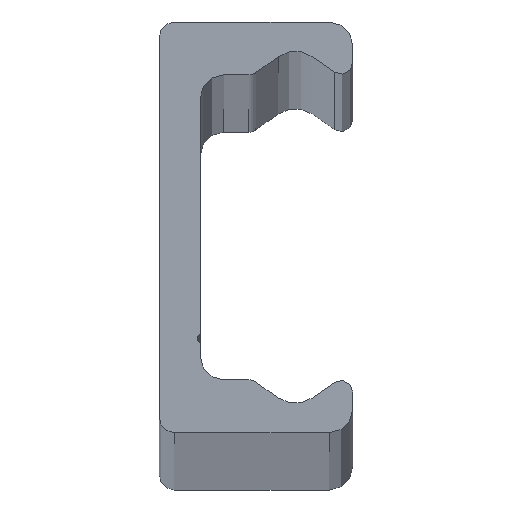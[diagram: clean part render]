
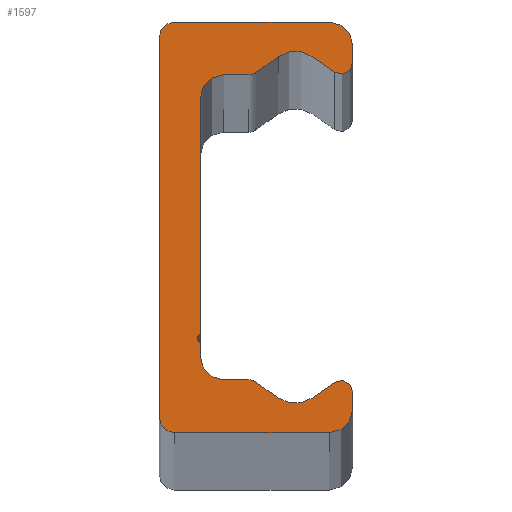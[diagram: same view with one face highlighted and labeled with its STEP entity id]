
A CAD part, top view. The second image highlights one B-rep face of the part: STEP entity #1597.
In plain terms, the highlighted planar face has unit normal (0, 0, 1).
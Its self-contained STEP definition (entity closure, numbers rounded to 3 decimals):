
#34=VECTOR('',#2179,1.);
#39=VECTOR('',#2191,1.);
#43=VECTOR('',#2202,1.);
#47=VECTOR('',#2213,1.);
#51=VECTOR('',#2224,1.);
#55=VECTOR('',#2235,1.);
#59=VECTOR('',#2246,1.);
#63=VECTOR('',#2257,1.);
#67=VECTOR('',#2268,1.);
#71=VECTOR('',#2279,1.);
#75=VECTOR('',#2290,1.);
#79=VECTOR('',#2301,1.);
#83=VECTOR('',#2312,1.);
#86=LINE('',#2604,#34);
#91=LINE('',#2619,#39);
#95=LINE('',#2631,#43);
#99=LINE('',#2643,#47);
#103=LINE('',#2655,#51);
#107=LINE('',#2667,#55);
#111=LINE('',#2679,#59);
#115=LINE('',#2691,#63);
#119=LINE('',#2703,#67);
#123=LINE('',#2715,#71);
#127=LINE('',#2727,#75);
#131=LINE('',#2739,#79);
#135=LINE('',#2751,#83);
#151=PLANE('',#1826);
#293=VERTEX_POINT('',#2605);
#294=VERTEX_POINT('',#2606);
#297=VERTEX_POINT('',#2614);
#299=VERTEX_POINT('',#2620);
#301=VERTEX_POINT('',#2626);
#303=VERTEX_POINT('',#2632);
#305=VERTEX_POINT('',#2638);
#307=VERTEX_POINT('',#2644);
#309=VERTEX_POINT('',#2650);
#311=VERTEX_POINT('',#2656);
#313=VERTEX_POINT('',#2662);
#315=VERTEX_POINT('',#2668);
#317=VERTEX_POINT('',#2674);
#319=VERTEX_POINT('',#2680);
#321=VERTEX_POINT('',#2686);
#323=VERTEX_POINT('',#2692);
#325=VERTEX_POINT('',#2698);
#327=VERTEX_POINT('',#2704);
#329=VERTEX_POINT('',#2710);
#331=VERTEX_POINT('',#2716);
#333=VERTEX_POINT('',#2722);
#335=VERTEX_POINT('',#2728);
#337=VERTEX_POINT('',#2734);
#339=VERTEX_POINT('',#2740);
#341=VERTEX_POINT('',#2746);
#343=VERTEX_POINT('',#2752);
#450=CIRCLE('',#1776,2.);
#452=CIRCLE('',#1780,1.);
#454=CIRCLE('',#1784,2.5);
#456=CIRCLE('',#1788,1.);
#458=CIRCLE('',#1792,2.);
#460=CIRCLE('',#1796,0.5);
#462=CIRCLE('',#1800,2.);
#464=CIRCLE('',#1804,1.);
#466=CIRCLE('',#1808,2.5);
#468=CIRCLE('',#1812,1.);
#470=CIRCLE('',#1816,2.);
#472=CIRCLE('',#1820,1.3);
#474=CIRCLE('',#1824,1.3);
#581=EDGE_CURVE('',#293,#294,#86,.T.);
#585=EDGE_CURVE('',#294,#297,#450,.T.);
#588=EDGE_CURVE('',#297,#299,#91,.T.);
#591=EDGE_CURVE('',#299,#301,#452,.T.);
#594=EDGE_CURVE('',#301,#303,#95,.T.);
#597=EDGE_CURVE('',#303,#305,#454,.T.);
#600=EDGE_CURVE('',#305,#307,#99,.T.);
#603=EDGE_CURVE('',#307,#309,#456,.T.);
#606=EDGE_CURVE('',#309,#311,#103,.T.);
#609=EDGE_CURVE('',#311,#313,#458,.T.);
#612=EDGE_CURVE('',#313,#315,#107,.T.);
#615=EDGE_CURVE('',#315,#317,#460,.T.);
#618=EDGE_CURVE('',#317,#319,#111,.T.);
#621=EDGE_CURVE('',#319,#321,#462,.T.);
#624=EDGE_CURVE('',#321,#323,#115,.T.);
#627=EDGE_CURVE('',#323,#325,#464,.T.);
#630=EDGE_CURVE('',#325,#327,#119,.T.);
#633=EDGE_CURVE('',#327,#329,#466,.T.);
#636=EDGE_CURVE('',#329,#331,#123,.T.);
#639=EDGE_CURVE('',#331,#333,#468,.T.);
#642=EDGE_CURVE('',#333,#335,#127,.T.);
#645=EDGE_CURVE('',#335,#337,#470,.T.);
#648=EDGE_CURVE('',#337,#339,#131,.T.);
#651=EDGE_CURVE('',#339,#341,#472,.T.);
#654=EDGE_CURVE('',#341,#343,#135,.T.);
#657=EDGE_CURVE('',#343,#293,#474,.T.);
#973=ORIENTED_EDGE('',*,*,#581,.F.);
#974=ORIENTED_EDGE('',*,*,#657,.F.);
#975=ORIENTED_EDGE('',*,*,#654,.F.);
#976=ORIENTED_EDGE('',*,*,#651,.F.);
#977=ORIENTED_EDGE('',*,*,#648,.F.);
#978=ORIENTED_EDGE('',*,*,#645,.F.);
#979=ORIENTED_EDGE('',*,*,#642,.F.);
#980=ORIENTED_EDGE('',*,*,#639,.F.);
#981=ORIENTED_EDGE('',*,*,#636,.F.);
#982=ORIENTED_EDGE('',*,*,#633,.F.);
#983=ORIENTED_EDGE('',*,*,#630,.F.);
#984=ORIENTED_EDGE('',*,*,#627,.F.);
#985=ORIENTED_EDGE('',*,*,#624,.F.);
#986=ORIENTED_EDGE('',*,*,#621,.F.);
#987=ORIENTED_EDGE('',*,*,#618,.F.);
#988=ORIENTED_EDGE('',*,*,#615,.F.);
#989=ORIENTED_EDGE('',*,*,#612,.F.);
#990=ORIENTED_EDGE('',*,*,#609,.F.);
#991=ORIENTED_EDGE('',*,*,#606,.F.);
#992=ORIENTED_EDGE('',*,*,#603,.F.);
#993=ORIENTED_EDGE('',*,*,#600,.F.);
#994=ORIENTED_EDGE('',*,*,#597,.F.);
#995=ORIENTED_EDGE('',*,*,#594,.F.);
#996=ORIENTED_EDGE('',*,*,#591,.F.);
#997=ORIENTED_EDGE('',*,*,#588,.F.);
#998=ORIENTED_EDGE('',*,*,#585,.F.);
#1261=EDGE_LOOP('',(#973,#974,#975,#976,#977,#978,#979,#980,#981,#982,#983,
#984,#985,#986,#987,#988,#989,#990,#991,#992,#993,#994,#995,#996,#997,#998));
#1499=FACE_BOUND('',#1261,.T.);
#1597=ADVANCED_FACE('',(#1499),#151,.T.);
#1776=AXIS2_PLACEMENT_3D('',#2613,#2185,#2186);
#1780=AXIS2_PLACEMENT_3D('',#2625,#2196,#2197);
#1784=AXIS2_PLACEMENT_3D('',#2637,#2207,#2208);
#1788=AXIS2_PLACEMENT_3D('',#2649,#2218,#2219);
#1792=AXIS2_PLACEMENT_3D('',#2661,#2229,#2230);
#1796=AXIS2_PLACEMENT_3D('',#2673,#2240,#2241);
#1800=AXIS2_PLACEMENT_3D('',#2685,#2251,#2252);
#1804=AXIS2_PLACEMENT_3D('',#2697,#2262,#2263);
#1808=AXIS2_PLACEMENT_3D('',#2709,#2273,#2274);
#1812=AXIS2_PLACEMENT_3D('',#2721,#2284,#2285);
#1816=AXIS2_PLACEMENT_3D('',#2733,#2295,#2296);
#1820=AXIS2_PLACEMENT_3D('',#2745,#2306,#2307);
#1824=AXIS2_PLACEMENT_3D('',#2757,#2317,#2318);
#1826=AXIS2_PLACEMENT_3D('',#2759,#2321,$);
#2179=DIRECTION('',(1.,0.,0.));
#2185=DIRECTION('',(0.,0.,-1.));
#2186=DIRECTION('',(2.,0.,0.));
#2191=DIRECTION('',(0.,-1.,0.));
#2196=DIRECTION('',(0.,0.,-1.));
#2197=DIRECTION('',(1.,0.,0.));
#2202=DIRECTION('',(-0.819,0.574,0.));
#2207=DIRECTION('',(0.,0.,1.));
#2208=DIRECTION('',(2.5,0.,0.));
#2213=DIRECTION('',(-0.819,-0.574,0.));
#2218=DIRECTION('',(0.,0.,-1.));
#2219=DIRECTION('',(1.,0.,0.));
#2224=DIRECTION('',(-1.,0.,0.));
#2229=DIRECTION('',(0.,0.,1.));
#2230=DIRECTION('',(2.,0.,0.));
#2235=DIRECTION('',(0.,-1.,0.));
#2240=DIRECTION('',(0.,0.,1.));
#2241=DIRECTION('',(0.5,0.,0.));
#2246=DIRECTION('',(0.,-1.,0.));
#2251=DIRECTION('',(0.,0.,1.));
#2252=DIRECTION('',(2.,0.,0.));
#2257=DIRECTION('',(1.,0.,0.));
#2262=DIRECTION('',(0.,0.,-1.));
#2263=DIRECTION('',(1.,0.,0.));
#2268=DIRECTION('',(0.819,-0.574,0.));
#2273=DIRECTION('',(0.,0.,1.));
#2274=DIRECTION('',(2.5,0.,0.));
#2279=DIRECTION('',(0.819,0.574,0.));
#2284=DIRECTION('',(0.,0.,-1.));
#2285=DIRECTION('',(1.,0.,0.));
#2290=DIRECTION('',(0.,-1.,0.));
#2295=DIRECTION('',(0.,0.,-1.));
#2296=DIRECTION('',(2.,0.,0.));
#2301=DIRECTION('',(-1.,0.,0.));
#2306=DIRECTION('',(0.,0.,-1.));
#2307=DIRECTION('',(1.3,0.,0.));
#2312=DIRECTION('',(0.,1.,0.));
#2317=DIRECTION('',(0.,0.,-1.));
#2318=DIRECTION('',(1.3,0.,0.));
#2321=DIRECTION('',(0.,0.,1.));
#2604=CARTESIAN_POINT('',(14.5,17.5,2800.));
#2605=CARTESIAN_POINT('',(1.3,17.5,2800.));
#2606=CARTESIAN_POINT('',(14.5,17.5,2800.));
#2613=CARTESIAN_POINT('',(14.5,15.5,2800.));
#2614=CARTESIAN_POINT('',(16.5,15.5,2800.));
#2619=CARTESIAN_POINT('',(16.5,14.042,2800.));
#2620=CARTESIAN_POINT('',(16.5,14.042,2800.));
#2625=CARTESIAN_POINT('',(15.5,14.042,2800.));
#2626=CARTESIAN_POINT('',(14.926,13.223,2800.));
#2631=CARTESIAN_POINT('',(13.034,14.548,2800.));
#2632=CARTESIAN_POINT('',(13.034,14.548,2800.));
#2637=CARTESIAN_POINT('',(11.6,12.5,2800.));
#2638=CARTESIAN_POINT('',(10.166,14.548,2800.));
#2643=CARTESIAN_POINT('',(8.214,13.181,2800.));
#2644=CARTESIAN_POINT('',(8.214,13.181,2800.));
#2649=CARTESIAN_POINT('',(7.64,14.,2800.));
#2650=CARTESIAN_POINT('',(7.64,13.,2800.));
#2655=CARTESIAN_POINT('',(5.5,13.,2800.));
#2656=CARTESIAN_POINT('',(5.5,13.,2800.));
#2661=CARTESIAN_POINT('',(5.5,11.,2800.));
#2662=CARTESIAN_POINT('',(3.5,11.,2800.));
#2667=CARTESIAN_POINT('',(3.5,-9.067,2800.));
#2668=CARTESIAN_POINT('',(3.5,-9.067,2800.));
#2673=CARTESIAN_POINT('',(3.75,-9.5,2800.));
#2674=CARTESIAN_POINT('',(3.5,-9.933,2800.));
#2679=CARTESIAN_POINT('',(3.5,-11.,2800.));
#2680=CARTESIAN_POINT('',(3.5,-11.,2800.));
#2685=CARTESIAN_POINT('',(5.5,-11.,2800.));
#2686=CARTESIAN_POINT('',(5.5,-13.,2800.));
#2691=CARTESIAN_POINT('',(7.64,-13.,2800.));
#2692=CARTESIAN_POINT('',(7.64,-13.,2800.));
#2697=CARTESIAN_POINT('',(7.64,-14.,2800.));
#2698=CARTESIAN_POINT('',(8.214,-13.181,2800.));
#2703=CARTESIAN_POINT('',(10.166,-14.548,2800.));
#2704=CARTESIAN_POINT('',(10.166,-14.548,2800.));
#2709=CARTESIAN_POINT('',(11.6,-12.5,2800.));
#2710=CARTESIAN_POINT('',(13.034,-14.548,2800.));
#2715=CARTESIAN_POINT('',(14.926,-13.223,2800.));
#2716=CARTESIAN_POINT('',(14.926,-13.223,2800.));
#2721=CARTESIAN_POINT('',(15.5,-14.042,2800.));
#2722=CARTESIAN_POINT('',(16.5,-14.042,2800.));
#2727=CARTESIAN_POINT('',(16.5,-15.5,2800.));
#2728=CARTESIAN_POINT('',(16.5,-15.5,2800.));
#2733=CARTESIAN_POINT('',(14.5,-15.5,2800.));
#2734=CARTESIAN_POINT('',(14.5,-17.5,2800.));
#2739=CARTESIAN_POINT('',(1.3,-17.5,2800.));
#2740=CARTESIAN_POINT('',(1.3,-17.5,2800.));
#2745=CARTESIAN_POINT('',(1.3,-16.2,2800.));
#2746=CARTESIAN_POINT('',(0.,-16.2,2800.));
#2751=CARTESIAN_POINT('',(0.,16.2,2800.));
#2752=CARTESIAN_POINT('',(0.,16.2,2800.));
#2757=CARTESIAN_POINT('',(1.3,16.2,2800.));
#2759=CARTESIAN_POINT('',(5.942,-0.014,2800.));
